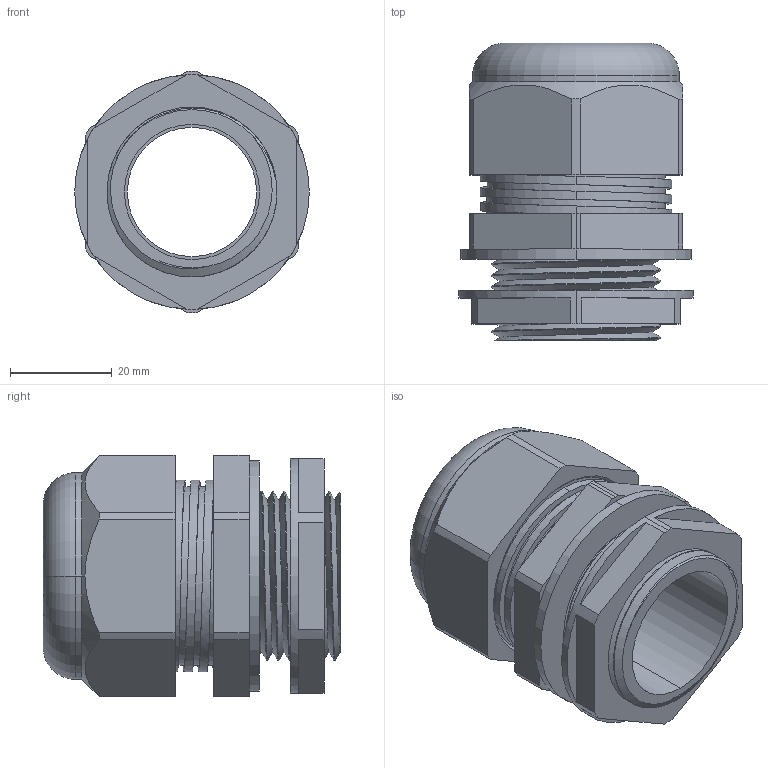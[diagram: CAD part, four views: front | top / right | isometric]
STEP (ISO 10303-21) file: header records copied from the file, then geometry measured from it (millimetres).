
FILE_DESCRIPTION (( 'STEP AP203' ), '1' );
FILE_NAME ('BSPX-24-W.step', '2016-02-11T13:31:31', ( '' ), ( '' ), 'SwSTEP 2.0', 'SolidWorks 2015', '' );
FILE_SCHEMA (( 'CONFIG_CONTROL_DESIGN' ));
Length unit declared in the file: inch
Products named in the file (1): BSPX-24-W
Bounding box: 46.1 x 58.45 x 47.5 mm (x, y, z)
Volume: 40293.3 mm3; surface area: 34598 mm2
Topology: 5 solids, 5 shells, 237 faces, 659 edges, 431 vertices
Faces by surface type: plane 133, cylinder 77, bspline 12, cone 9, torus 6
Entity records: 12899 total; most frequent: CARTESIAN_POINT 6986, ORIENTED_EDGE 1318, DIRECTION 1162, EDGE_CURVE 659, VERTEX_POINT 431, AXIS2_PLACEMENT_3D 418, VECTOR 326, LINE 326
